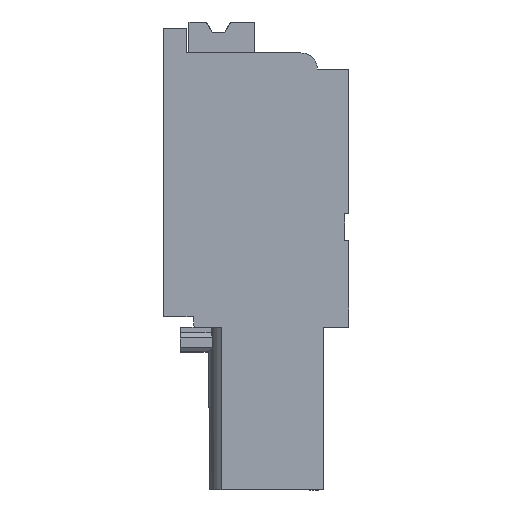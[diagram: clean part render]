
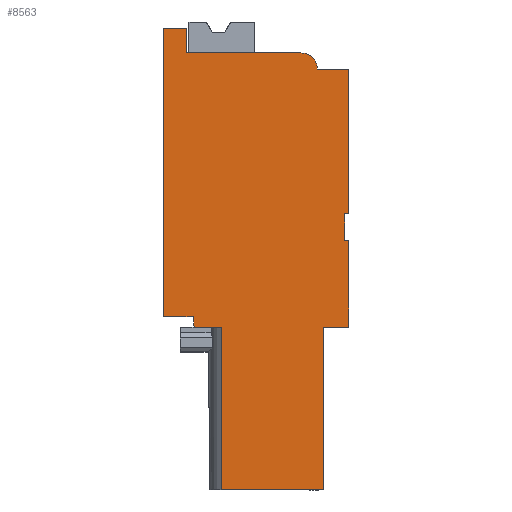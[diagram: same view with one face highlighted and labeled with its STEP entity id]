
A CAD part, left-side view. The second image highlights one B-rep face of the part: STEP entity #8563.
In plain terms, the highlighted planar face has unit normal (-1, 0, 0).
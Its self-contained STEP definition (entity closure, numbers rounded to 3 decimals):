
#1699=AXIS2_PLACEMENT_3D('Circle Axis2P3D',#1697,#1698,$) ;
#8536=AXIS2_PLACEMENT_3D('Plane Axis2P3D',#8533,#8534,#8535) ;
#40=CARTESIAN_POINT('Vertex',(0.,0.,13.4)) ;
#45=CARTESIAN_POINT('Line Origine',(0.,0.1,13.4)) ;
#49=CARTESIAN_POINT('Vertex',(0.,0.2,13.4)) ;
#83=CARTESIAN_POINT('Line Origine',(0.,0.2,12.75)) ;
#87=CARTESIAN_POINT('Vertex',(0.,0.2,12.1)) ;
#107=CARTESIAN_POINT('Line Origine',(0.,0.1,12.1)) ;
#111=CARTESIAN_POINT('Vertex',(0.,0.,12.1)) ;
#138=CARTESIAN_POINT('Line Origine',(0.,0.,10.)) ;
#142=CARTESIAN_POINT('Vertex',(0.,0.,7.9)) ;
#514=CARTESIAN_POINT('Line Origine',(0.,0.612,7.9)) ;
#518=CARTESIAN_POINT('Vertex',(0.,1.224,7.9)) ;
#766=CARTESIAN_POINT('Line Origine',(0.,1.224,3.95)) ;
#770=CARTESIAN_POINT('Vertex',(0.,1.224,0.)) ;
#1258=CARTESIAN_POINT('Line Origine',(0.,3.705,0.)) ;
#1262=CARTESIAN_POINT('Vertex',(0.,6.187,0.)) ;
#1694=CARTESIAN_POINT('Vertex',(0.,2.325,21.2)) ;
#1697=CARTESIAN_POINT('Axis2P3D Location',(0.,2.325,20.4)) ;
#1701=CARTESIAN_POINT('Vertex',(0.,1.525,20.4)) ;
#1806=CARTESIAN_POINT('Line Origine',(0.,5.087,21.2)) ;
#1810=CARTESIAN_POINT('Vertex',(0.,7.85,21.2)) ;
#2252=CARTESIAN_POINT('Line Origine',(0.,7.85,21.8)) ;
#2256=CARTESIAN_POINT('Vertex',(0.,7.85,22.4)) ;
#2283=CARTESIAN_POINT('Line Origine',(0.,8.425,22.4)) ;
#2287=CARTESIAN_POINT('Vertex',(0.,9.,22.4)) ;
#2314=CARTESIAN_POINT('Line Origine',(0.,9.,15.4)) ;
#2318=CARTESIAN_POINT('Vertex',(0.,9.,8.4)) ;
#2481=CARTESIAN_POINT('Line Origine',(0.,8.272,8.4)) ;
#2485=CARTESIAN_POINT('Vertex',(0.,7.545,8.4)) ;
#2574=CARTESIAN_POINT('Vertex',(0.,7.501,7.9)) ;
#2577=CARTESIAN_POINT('Line Origine',(0.,7.523,8.15)) ;
#2639=CARTESIAN_POINT('Vertex',(0.,6.187,7.9)) ;
#2642=CARTESIAN_POINT('Line Origine',(0.,6.844,7.9)) ;
#7131=CARTESIAN_POINT('Line Origine',(0.,0.762,20.4)) ;
#7135=CARTESIAN_POINT('Vertex',(0.,0.,20.4)) ;
#7921=CARTESIAN_POINT('Line Origine',(0.,6.187,3.95)) ;
#8533=CARTESIAN_POINT('Axis2P3D Location',(0.,0.,0.)) ;
#8538=CARTESIAN_POINT('Line Origine',(0.,0.,16.9)) ;
#46=DIRECTION('Vector Direction',(0.,1.,0.)) ;
#84=DIRECTION('Vector Direction',(0.,0.,1.)) ;
#108=DIRECTION('Vector Direction',(0.,-1.,0.)) ;
#139=DIRECTION('Vector Direction',(0.,0.,1.)) ;
#515=DIRECTION('Vector Direction',(0.,1.,0.)) ;
#767=DIRECTION('Vector Direction',(0.,0.,1.)) ;
#1259=DIRECTION('Vector Direction',(0.,-1.,0.)) ;
#1698=DIRECTION('Axis2P3D Direction',(-1.,-0.,0.)) ;
#1807=DIRECTION('Vector Direction',(0.,-1.,0.)) ;
#2253=DIRECTION('Vector Direction',(0.,0.,-1.)) ;
#2284=DIRECTION('Vector Direction',(0.,-1.,0.)) ;
#2315=DIRECTION('Vector Direction',(0.,0.,1.)) ;
#2482=DIRECTION('Vector Direction',(0.,-1.,0.)) ;
#2578=DIRECTION('Vector Direction',(0.,0.087,0.996)) ;
#2643=DIRECTION('Vector Direction',(0.,1.,0.)) ;
#7132=DIRECTION('Vector Direction',(0.,-1.,0.)) ;
#7922=DIRECTION('Vector Direction',(0.,0.,1.)) ;
#8534=DIRECTION('Axis2P3D Direction',(-1.,0.,0.)) ;
#8535=DIRECTION('Axis2P3D XDirection',(0.,0.,1.)) ;
#8539=DIRECTION('Vector Direction',(0.,0.,1.)) ;
#47=VECTOR('Line Direction',#46,1.) ;
#85=VECTOR('Line Direction',#84,1.) ;
#109=VECTOR('Line Direction',#108,1.) ;
#140=VECTOR('Line Direction',#139,1.) ;
#516=VECTOR('Line Direction',#515,1.) ;
#768=VECTOR('Line Direction',#767,1.) ;
#1260=VECTOR('Line Direction',#1259,1.) ;
#1808=VECTOR('Line Direction',#1807,1.) ;
#2254=VECTOR('Line Direction',#2253,1.) ;
#2285=VECTOR('Line Direction',#2284,1.) ;
#2316=VECTOR('Line Direction',#2315,1.) ;
#2483=VECTOR('Line Direction',#2482,1.) ;
#2579=VECTOR('Line Direction',#2578,1.) ;
#2644=VECTOR('Line Direction',#2643,1.) ;
#7133=VECTOR('Line Direction',#7132,1.) ;
#7923=VECTOR('Line Direction',#7922,1.) ;
#8540=VECTOR('Line Direction',#8539,1.) ;
#8544=ORIENTED_EDGE('',*,*,#8542,.T.) ;
#8545=ORIENTED_EDGE('',*,*,#7137,.T.) ;
#8546=ORIENTED_EDGE('',*,*,#1703,.T.) ;
#8547=ORIENTED_EDGE('',*,*,#1812,.T.) ;
#8548=ORIENTED_EDGE('',*,*,#2258,.T.) ;
#8549=ORIENTED_EDGE('',*,*,#2289,.T.) ;
#8550=ORIENTED_EDGE('',*,*,#2320,.T.) ;
#8551=ORIENTED_EDGE('',*,*,#2487,.T.) ;
#8552=ORIENTED_EDGE('',*,*,#2581,.T.) ;
#8553=ORIENTED_EDGE('',*,*,#2646,.T.) ;
#8554=ORIENTED_EDGE('',*,*,#7925,.F.) ;
#8555=ORIENTED_EDGE('',*,*,#1264,.T.) ;
#8556=ORIENTED_EDGE('',*,*,#772,.T.) ;
#8557=ORIENTED_EDGE('',*,*,#520,.T.) ;
#8558=ORIENTED_EDGE('',*,*,#144,.T.) ;
#8559=ORIENTED_EDGE('',*,*,#113,.T.) ;
#8560=ORIENTED_EDGE('',*,*,#89,.T.) ;
#8561=ORIENTED_EDGE('',*,*,#51,.T.) ;
#8563=ADVANCED_FACE('HOUSING',(#8562),#8537,.T.) ;
#1700=CIRCLE('generated circle',#1699,0.8) ;
#51=EDGE_CURVE('',#50,#41,#48,.F.) ;
#89=EDGE_CURVE('',#88,#50,#86,.T.) ;
#113=EDGE_CURVE('',#112,#88,#110,.F.) ;
#144=EDGE_CURVE('',#143,#112,#141,.T.) ;
#520=EDGE_CURVE('',#519,#143,#517,.F.) ;
#772=EDGE_CURVE('',#771,#519,#769,.T.) ;
#1264=EDGE_CURVE('',#1263,#771,#1261,.T.) ;
#1703=EDGE_CURVE('',#1702,#1695,#1700,.T.) ;
#1812=EDGE_CURVE('',#1695,#1811,#1809,.F.) ;
#2258=EDGE_CURVE('',#1811,#2257,#2255,.F.) ;
#2289=EDGE_CURVE('',#2257,#2288,#2286,.F.) ;
#2320=EDGE_CURVE('',#2288,#2319,#2317,.F.) ;
#2487=EDGE_CURVE('',#2319,#2486,#2484,.T.) ;
#2581=EDGE_CURVE('',#2486,#2575,#2580,.F.) ;
#2646=EDGE_CURVE('',#2575,#2640,#2645,.F.) ;
#7137=EDGE_CURVE('',#7136,#1702,#7134,.F.) ;
#7925=EDGE_CURVE('',#1263,#2640,#7924,.T.) ;
#8542=EDGE_CURVE('',#41,#7136,#8541,.T.) ;
#8543=EDGE_LOOP('',(#8544,#8545,#8546,#8547,#8548,#8549,#8550,#8551,#8552,#8553,#8554,#8555,#8556,#8557,#8558,#8559,#8560,#8561)) ;
#8562=FACE_OUTER_BOUND('',#8543,.T.) ;
#48=LINE('Line',#45,#47) ;
#86=LINE('Line',#83,#85) ;
#110=LINE('Line',#107,#109) ;
#141=LINE('Line',#138,#140) ;
#517=LINE('Line',#514,#516) ;
#769=LINE('Line',#766,#768) ;
#1261=LINE('Line',#1258,#1260) ;
#1809=LINE('Line',#1806,#1808) ;
#2255=LINE('Line',#2252,#2254) ;
#2286=LINE('Line',#2283,#2285) ;
#2317=LINE('Line',#2314,#2316) ;
#2484=LINE('Line',#2481,#2483) ;
#2580=LINE('Line',#2577,#2579) ;
#2645=LINE('Line',#2642,#2644) ;
#7134=LINE('Line',#7131,#7133) ;
#7924=LINE('Line',#7921,#7923) ;
#8541=LINE('Line',#8538,#8540) ;
#8537=PLANE('',#8536) ;
#41=VERTEX_POINT('',#40) ;
#50=VERTEX_POINT('',#49) ;
#88=VERTEX_POINT('',#87) ;
#112=VERTEX_POINT('',#111) ;
#143=VERTEX_POINT('',#142) ;
#519=VERTEX_POINT('',#518) ;
#771=VERTEX_POINT('',#770) ;
#1263=VERTEX_POINT('',#1262) ;
#1695=VERTEX_POINT('',#1694) ;
#1702=VERTEX_POINT('',#1701) ;
#1811=VERTEX_POINT('',#1810) ;
#2257=VERTEX_POINT('',#2256) ;
#2288=VERTEX_POINT('',#2287) ;
#2319=VERTEX_POINT('',#2318) ;
#2486=VERTEX_POINT('',#2485) ;
#2575=VERTEX_POINT('',#2574) ;
#2640=VERTEX_POINT('',#2639) ;
#7136=VERTEX_POINT('',#7135) ;
